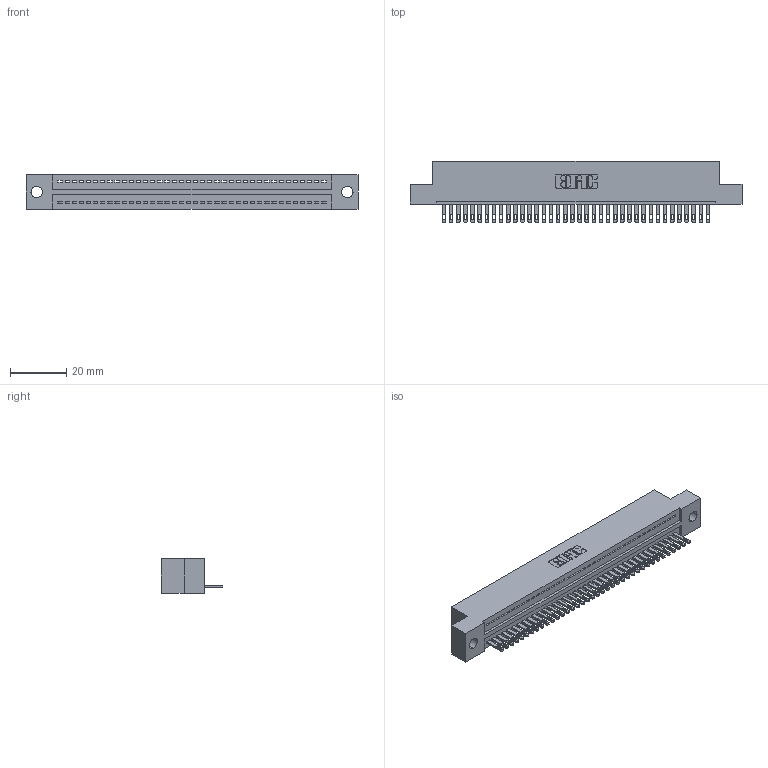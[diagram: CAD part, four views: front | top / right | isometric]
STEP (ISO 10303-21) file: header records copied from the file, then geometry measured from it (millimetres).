
FILE_DESCRIPTION (( 'STEP AP203' ), '1' );
FILE_NAME ('325-038-500-109.STEP', '2020-02-24T20:51:18', ( '' ), ( '' ), 'SwSTEP 2.0', 'SolidWorks 2016', '' );
FILE_SCHEMA (( 'CONFIG_CONTROL_DESIGN' ));
Length unit declared in the file: inch
Products named in the file (3): 325 Part_.160 TH; 325-038-500-109; 325-292-001_325-293-100
Assembly tree (39 placements, depth 2):
  325-038-500-109
    325 Part_.160 TH
    325-292-001_325-293-100  x38
Bounding box: 118.24 x 21.84 x 12.45 mm (x, y, z)
Volume: 14771.5 mm3; surface area: 16054.8 mm2
Topology: 39 solids, 39 shells, 2166 faces, 6695 edges, 4462 vertices
Faces by surface type: plane 1438, cylinder 728
Entity records: 23681 total; most frequent: CARTESIAN_POINT 4092, ORIENTED_EDGE 4066, DIRECTION 3461, EDGE_CURVE 2033, VECTOR 1901, LINE 1901, VERTEX_POINT 1354, AXIS2_PLACEMENT_3D 780
